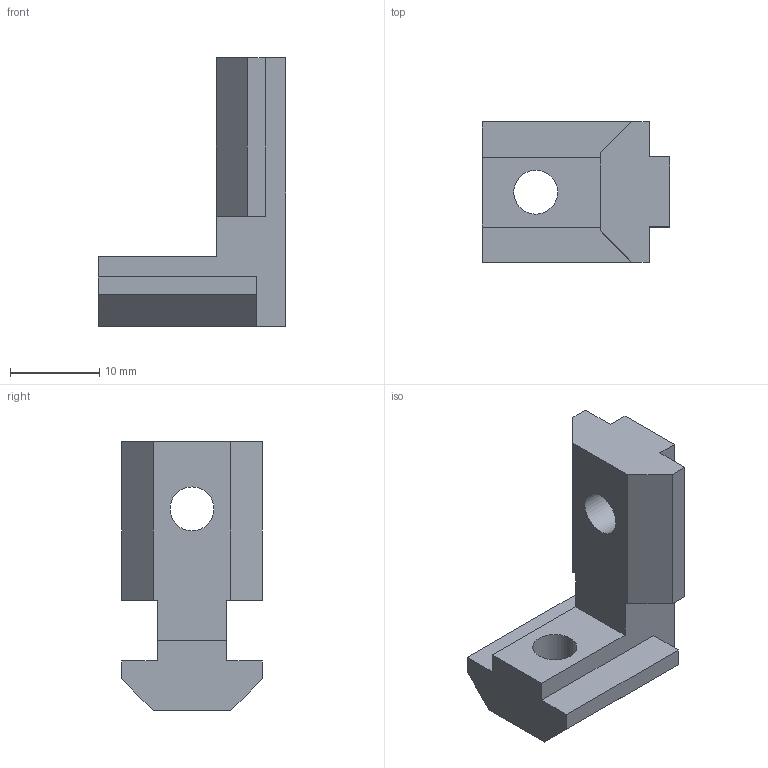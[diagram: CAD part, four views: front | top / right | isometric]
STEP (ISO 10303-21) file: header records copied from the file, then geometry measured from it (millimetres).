
FILE_DESCRIPTION((''),'2;1');
FILE_NAME('AR3843.stp','2021-06-23T12:45:46',('arma01'),(''),'Autodesk Inventor 2013','Autodesk Inventor 2013','');
FILE_SCHEMA(('AUTOMOTIVE_DESIGN { 1 0 10303 214 1 1 1 1 }'));
Length unit declared in the file: millimetre
Products named in the file (1): AR3843
Bounding box: 21 x 15.7 x 30 mm (x, y, z)
Volume: 3436.5 mm3; surface area: 2173.5 mm2
Topology: 1 solids, 1 shells, 26 faces, 74 edges, 50 vertices
Faces by surface type: plane 24, cylinder 2
Full cylindrical faces by diameter (mm): 4.917 x2
Entity records: 844 total; most frequent: CARTESIAN_POINT 145, ORIENTED_EDGE 140, DIRECTION 128, EDGE_CURVE 70, VECTOR 66, LINE 66, VERTEX_POINT 48, EDGE_LOOP 32
